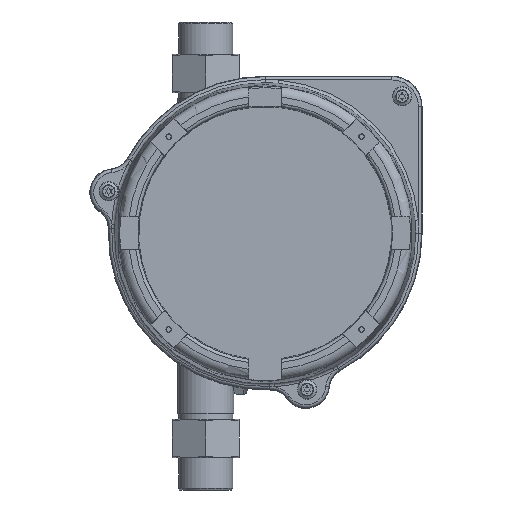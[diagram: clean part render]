
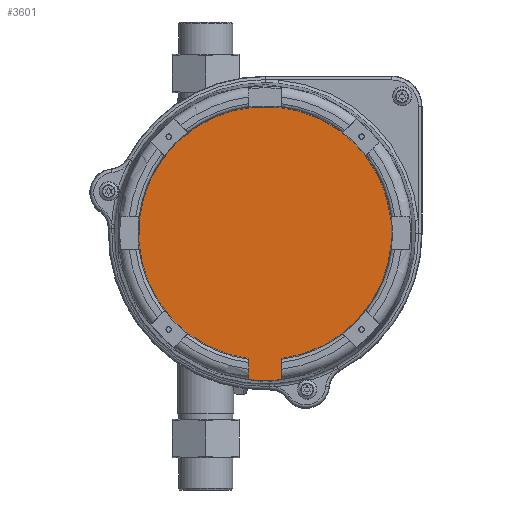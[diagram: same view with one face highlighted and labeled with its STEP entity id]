
A CAD part, front view. The second image highlights one B-rep face of the part: STEP entity #3601.
In plain terms, the highlighted planar face has unit normal (0, -1, 0).
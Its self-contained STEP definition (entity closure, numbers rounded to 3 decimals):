
#918=LINE('',#24674,#1664);
#919=LINE('',#24675,#1665);
#1664=VECTOR('',#18932,1.);
#1665=VECTOR('',#18933,1.);
#2594=PLANE('',#15950);
#3601=ADVANCED_FACE('',(#4555),#2594,.F.);
#4555=FACE_OUTER_BOUND('',#5607,.T.);
#5607=EDGE_LOOP('',(#8950,#8951,#8952,#8953));
#6512=CIRCLE('',#15729,70.882);
#6513=CIRCLE('',#15731,60.843);
#8950=ORIENTED_EDGE('',*,*,#13557,.F.);
#8951=ORIENTED_EDGE('',*,*,#13317,.F.);
#8952=ORIENTED_EDGE('',*,*,#13558,.F.);
#8953=ORIENTED_EDGE('',*,*,#13319,.F.);
#11781=VERTEX_POINT('',#23825);
#11782=VERTEX_POINT('',#23832);
#11783=VERTEX_POINT('',#23841);
#11785=VERTEX_POINT('',#23844);
#13317=EDGE_CURVE('',#11782,#11781,#6512,.T.);
#13319=EDGE_CURVE('',#11783,#11785,#6513,.T.);
#13557=EDGE_CURVE('',#11781,#11783,#918,.T.);
#13558=EDGE_CURVE('',#11785,#11782,#919,.T.);
#15729=AXIS2_PLACEMENT_3D('',#23833,#18410,#18411);
#15731=AXIS2_PLACEMENT_3D('',#23843,#18414,#18415);
#15950=AXIS2_PLACEMENT_3D('',#24676,#18934,#18935);
#18410=DIRECTION('',(0.,1.,0.));
#18411=DIRECTION('',(0.,0.,1.));
#18414=DIRECTION('',(0.,1.,0.));
#18415=DIRECTION('',(0.,0.,1.));
#18932=DIRECTION('',(0.,0.,1.));
#18933=DIRECTION('',(0.,0.,-1.));
#18934=DIRECTION('',(0.,1.,0.));
#18935=DIRECTION('',(0.,0.,-1.));
#23825=CARTESIAN_POINT('',(20.644,-170.91,53.064));
#23832=CARTESIAN_POINT('',(36.519,-170.91,53.064));
#23833=CARTESIAN_POINT('',(28.581,-170.91,123.5));
#23841=CARTESIAN_POINT('',(20.644,-170.91,63.177));
#23843=CARTESIAN_POINT('',(28.581,-170.91,123.5));
#23844=CARTESIAN_POINT('',(36.519,-170.91,63.177));
#24674=CARTESIAN_POINT('',(20.644,-170.91,40.95));
#24675=CARTESIAN_POINT('',(36.519,-170.91,72.7));
#24676=CARTESIAN_POINT('',(20.644,-170.91,40.95));
